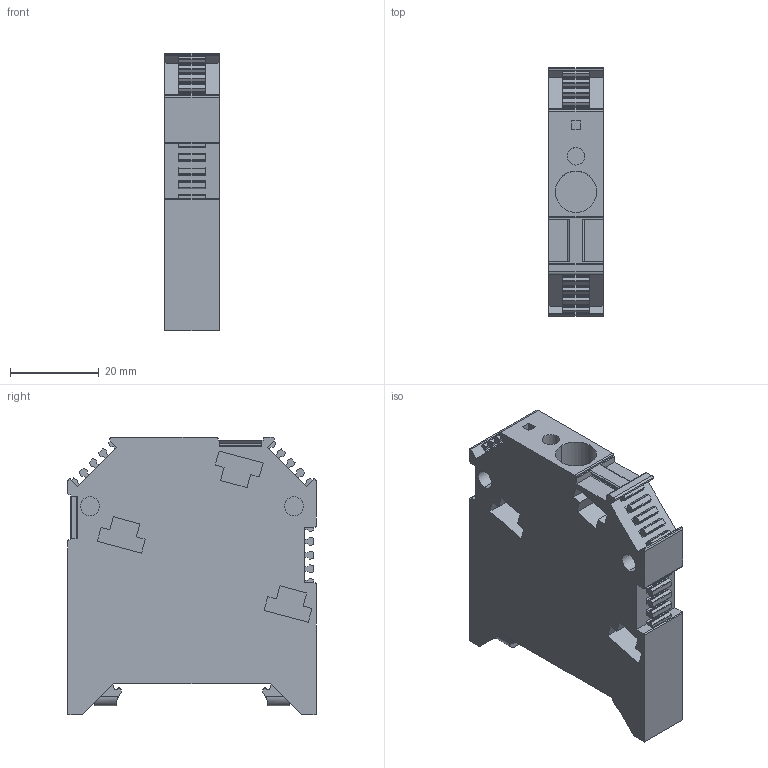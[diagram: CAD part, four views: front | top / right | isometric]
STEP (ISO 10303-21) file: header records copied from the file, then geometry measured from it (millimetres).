
FILE_DESCRIPTION(('CATIA V5R22 STEP214','CAx-IF Rec.Pracs.--- Model Styling and Organization---1.4--- 2014-01-23'),'2;1');
FILE_NAME ('D1452307_0', '2020-05-28T09:02:26+00:00', ('Weidmueller Interface'), ('Weidmueller'), 'CATIA Version 5-6 Release 2016 SP3 HF44', 'CATIA V5 STEP AP214', 'none');
FILE_SCHEMA(('AUTOMOTIVE_DESIGN { 1 0 10303 214 1 1 1 1 }'));
Length unit declared in the file: millimetre
Products named in the file (1): WEW_35-1_V0_GF_SW
Bounding box: 12.2 x 56 x 62.5 mm (x, y, z)
Volume: 32814.1 mm3; surface area: 12025.9 mm2
Topology: 3 solids, 3 shells, 382 faces, 1062 edges, 708 vertices
Faces by surface type: plane 312, cylinder 70
Entity records: 11754 total; most frequent: CARTESIAN_POINT 2606, ORIENTED_EDGE 2124, DIRECTION 1480, EDGE_CURVE 1062, VECTOR 772, LINE 772, VERTEX_POINT 708, AXIS2_PLACEMENT_3D 409
